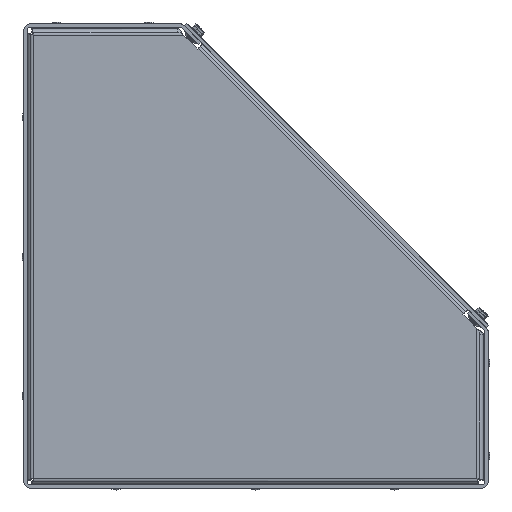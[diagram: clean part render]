
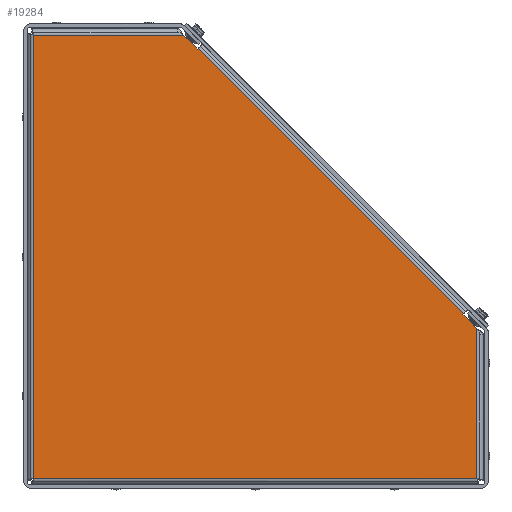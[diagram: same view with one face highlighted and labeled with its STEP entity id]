
A CAD part, left-side view. The second image highlights one B-rep face of the part: STEP entity #19284.
In plain terms, the highlighted planar face has unit normal (-1, 0, 0).
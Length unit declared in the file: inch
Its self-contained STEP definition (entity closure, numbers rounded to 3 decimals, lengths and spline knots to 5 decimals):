
#1011 = VERTEX_POINT ( 'NONE', #28078 ) ;
#1847 = ORIENTED_EDGE ( 'NONE', *, *, #54796, .T. ) ;
#1939 = ORIENTED_EDGE ( 'NONE', *, *, #46705, .F. ) ;
#3937 = CARTESIAN_POINT ( 'NONE',  ( -24.38335, 1.51703, 6.45723 ) ) ;
#8583 = LINE ( 'NONE', #68943, #87248 ) ;
#8982 = VECTOR ( 'NONE', #24364, 39.37008 ) ;
#9052 = DIRECTION ( 'NONE',  ( 0., -0.707, 0.707 ) ) ;
#9197 = DIRECTION ( 'NONE',  ( -1., 0., 0. ) ) ;
#10491 = ORIENTED_EDGE ( 'NONE', *, *, #17360, .T. ) ;
#12139 = EDGE_CURVE ( 'NONE', #45369, #1011, #40624, .T. ) ;
#12326 = VERTEX_POINT ( 'NONE', #81296 ) ;
#12811 = DIRECTION ( 'NONE',  ( 0., -1., 0. ) ) ;
#14907 = VERTEX_POINT ( 'NONE', #34854 ) ;
#17072 = LINE ( 'NONE', #45149, #56461 ) ;
#17360 = EDGE_CURVE ( 'NONE', #90158, #40495, #8583, .T. ) ;
#19284 = ADVANCED_FACE ( 'NONE', ( #52899 ), #51966, .T. ) ;
#19549 = VERTEX_POINT ( 'NONE', #69533 ) ;
#19687 = LINE ( 'NONE', #25200, #74075 ) ;
#19860 = DIRECTION ( 'NONE',  ( 0., 0., -1. ) ) ;
#20833 = ORIENTED_EDGE ( 'NONE', *, *, #12139, .F. ) ;
#22317 = VERTEX_POINT ( 'NONE', #36933 ) ;
#23124 = CARTESIAN_POINT ( 'NONE',  ( -24.38335, 1.02133, 6.75825 ) ) ;
#24364 = DIRECTION ( 'NONE',  ( 0., -0.707, -0.707 ) ) ;
#25200 = CARTESIAN_POINT ( 'NONE',  ( -24.38335, 1.02133, -2.7895 ) ) ;
#28078 = CARTESIAN_POINT ( 'NONE',  ( -24.38335, 1.50876, 6.46551 ) ) ;
#31843 = LINE ( 'NONE', #32313, #80441 ) ;
#32313 = CARTESIAN_POINT ( 'NONE',  ( -24.38335, 5.05056, 1.23973 ) ) ;
#33482 = EDGE_CURVE ( 'NONE', #48742, #12326, #17072, .T. ) ;
#34244 = DIRECTION ( 'NONE',  ( 0., -0.707, -0.707 ) ) ;
#34245 = EDGE_CURVE ( 'NONE', #22317, #14907, #64507, .T. ) ;
#34854 = CARTESIAN_POINT ( 'NONE',  ( -24.38335, 5.05056, 6.75825 ) ) ;
#35143 = LINE ( 'NONE', #35594, #36338 ) ;
#35594 = CARTESIAN_POINT ( 'NONE',  ( -24.38335, -4.19617, 0.74402 ) ) ;
#36338 = VECTOR ( 'NONE', #34244, 39.37008 ) ;
#36654 = EDGE_CURVE ( 'NONE', #14907, #19549, #31843, .T. ) ;
#36933 = CARTESIAN_POINT ( 'NONE',  ( -24.38335, 1.81806, 6.75825 ) ) ;
#38067 = EDGE_CURVE ( 'NONE', #22317, #45369, #45142, .T. ) ;
#40495 = VERTEX_POINT ( 'NONE', #66781 ) ;
#40624 = LINE ( 'NONE', #53973, #58180 ) ;
#42137 = ORIENTED_EDGE ( 'NONE', *, *, #74133, .T. ) ;
#45142 = LINE ( 'NONE', #65765, #8982 ) ;
#45149 = CARTESIAN_POINT ( 'NONE',  ( -24.38335, -4.49719, 1.23973 ) ) ;
#45369 = VERTEX_POINT ( 'NONE', #3937 ) ;
#45541 = CARTESIAN_POINT ( 'NONE',  ( -24.38335, 1.02133, 1.23973 ) ) ;
#46705 = EDGE_CURVE ( 'NONE', #90158, #12326, #35143, .T. ) ;
#47604 = ORIENTED_EDGE ( 'NONE', *, *, #36654, .T. ) ;
#48434 = DIRECTION ( 'NONE',  ( 0., 0.707, 0.707 ) ) ;
#48742 = VERTEX_POINT ( 'NONE', #62091 ) ;
#51868 = EDGE_LOOP ( 'NONE', ( #20833, #81649, #78119, #47604, #1847, #84203, #1939, #10491, #42137 ) ) ;
#51966 = PLANE ( 'NONE',  #90380 ) ;
#52899 = FACE_OUTER_BOUND ( 'NONE', #51868, .T. ) ;
#53973 = CARTESIAN_POINT ( 'NONE',  ( -24.38335, 1.51703, 6.45723 ) ) ;
#54447 = LINE ( 'NONE', #82345, #84868 ) ;
#54796 = EDGE_CURVE ( 'NONE', #19549, #48742, #19687, .T. ) ;
#56461 = VECTOR ( 'NONE', #86802, 39.37008 ) ;
#58180 = VECTOR ( 'NONE', #88281, 39.37008 ) ;
#59429 = CARTESIAN_POINT ( 'NONE',  ( -24.38335, -4.19617, 0.74402 ) ) ;
#62091 = CARTESIAN_POINT ( 'NONE',  ( -24.38335, -4.49719, -2.7895 ) ) ;
#64507 = LINE ( 'NONE', #23124, #80050 ) ;
#65765 = CARTESIAN_POINT ( 'NONE',  ( -24.38335, 1.95456, 6.89475 ) ) ;
#66781 = CARTESIAN_POINT ( 'NONE',  ( -24.38335, -4.20445, 0.7523 ) ) ;
#68943 = CARTESIAN_POINT ( 'NONE',  ( -24.38335, -4.19617, 0.74402 ) ) ;
#69533 = CARTESIAN_POINT ( 'NONE',  ( -24.38335, 5.05056, -2.7895 ) ) ;
#74075 = VECTOR ( 'NONE', #12811, 39.37008 ) ;
#74133 = EDGE_CURVE ( 'NONE', #40495, #1011, #54447, .T. ) ;
#78119 = ORIENTED_EDGE ( 'NONE', *, *, #34245, .T. ) ;
#79894 = DIRECTION ( 'NONE',  ( 0., 1., 0. ) ) ;
#80050 = VECTOR ( 'NONE', #86472, 39.37008 ) ;
#80441 = VECTOR ( 'NONE', #19860, 39.37008 ) ;
#81296 = CARTESIAN_POINT ( 'NONE',  ( -24.38335, -4.49719, 0.443 ) ) ;
#81649 = ORIENTED_EDGE ( 'NONE', *, *, #38067, .F. ) ;
#82345 = CARTESIAN_POINT ( 'NONE',  ( -24.38335, -4.20445, 0.7523 ) ) ;
#84203 = ORIENTED_EDGE ( 'NONE', *, *, #33482, .T. ) ;
#84868 = VECTOR ( 'NONE', #48434, 39.37008 ) ;
#86472 = DIRECTION ( 'NONE',  ( 0., 1., 0. ) ) ;
#86802 = DIRECTION ( 'NONE',  ( 0., 0., 1. ) ) ;
#87248 = VECTOR ( 'NONE', #9052, 39.37008 ) ;
#88281 = DIRECTION ( 'NONE',  ( 0., -0.707, 0.707 ) ) ;
#90158 = VERTEX_POINT ( 'NONE', #59429 ) ;
#90380 = AXIS2_PLACEMENT_3D ( 'NONE', #45541, #9197, #79894 ) ;
